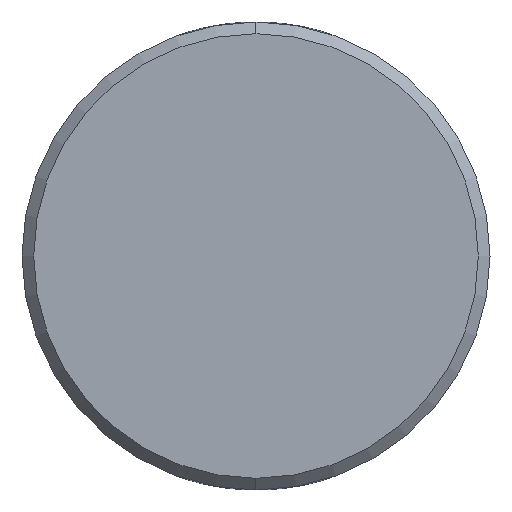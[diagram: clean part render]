
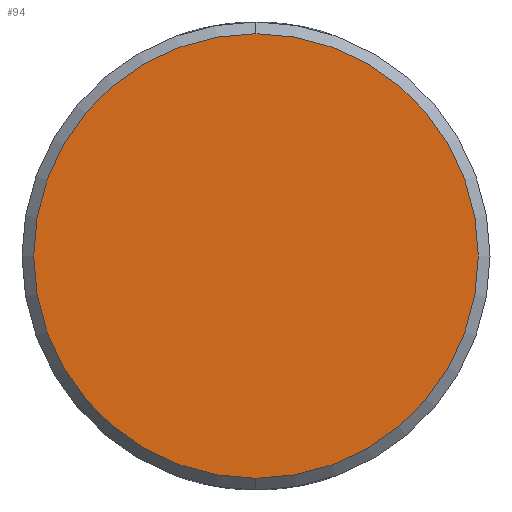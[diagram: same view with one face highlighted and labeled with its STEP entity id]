
A CAD part, left-side view. The second image highlights one B-rep face of the part: STEP entity #94.
In plain terms, the highlighted planar face has unit normal (-1, 0, 0).
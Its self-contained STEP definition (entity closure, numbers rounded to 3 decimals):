
#13 = AXIS2_PLACEMENT_3D ( 'NONE', #97, #316, #139 ) ;
#25 = CIRCLE ( 'NONE', #474, 4.75 ) ;
#78 = DIRECTION ( 'NONE',  ( -1., 0., 0. ) ) ;
#82 = DIRECTION ( 'NONE',  ( 0., 0., 1. ) ) ;
#89 = EDGE_LOOP ( 'NONE', ( #285, #460 ) ) ;
#94 = ADVANCED_FACE ( 'NONE', ( #438 ), #491, .T. ) ;
#97 = CARTESIAN_POINT ( 'NONE',  ( -16.5, 0., 0. ) ) ;
#126 = DIRECTION ( 'NONE',  ( -1., 0., 0. ) ) ;
#139 = DIRECTION ( 'NONE',  ( 0., 0., 1. ) ) ;
#187 = EDGE_CURVE ( 'NONE', #330, #325, #548, .T. ) ;
#267 = DIRECTION ( 'NONE',  ( 0., 0., 1. ) ) ;
#285 = ORIENTED_EDGE ( 'NONE', *, *, #187, .T. ) ;
#291 = CARTESIAN_POINT ( 'NONE',  ( -16.5, 0., 4.75 ) ) ;
#309 = CARTESIAN_POINT ( 'NONE',  ( -16.5, 5., 0. ) ) ;
#316 = DIRECTION ( 'NONE',  ( -1., 0., 0. ) ) ;
#325 = VERTEX_POINT ( 'NONE', #291 ) ;
#330 = VERTEX_POINT ( 'NONE', #467 ) ;
#435 = AXIS2_PLACEMENT_3D ( 'NONE', #309, #126, #82 ) ;
#438 = FACE_OUTER_BOUND ( 'NONE', #89, .T. ) ;
#460 = ORIENTED_EDGE ( 'NONE', *, *, #471, .T. ) ;
#467 = CARTESIAN_POINT ( 'NONE',  ( -16.5, 0., -4.75 ) ) ;
#471 = EDGE_CURVE ( 'NONE', #325, #330, #25, .T. ) ;
#474 = AXIS2_PLACEMENT_3D ( 'NONE', #477, #78, #267 ) ;
#477 = CARTESIAN_POINT ( 'NONE',  ( -16.5, 0., 0. ) ) ;
#491 = PLANE ( 'NONE',  #435 ) ;
#548 = CIRCLE ( 'NONE', #13, 4.75 ) ;
